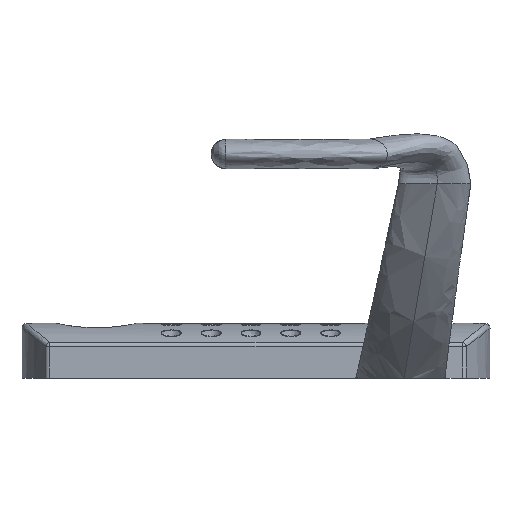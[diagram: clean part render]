
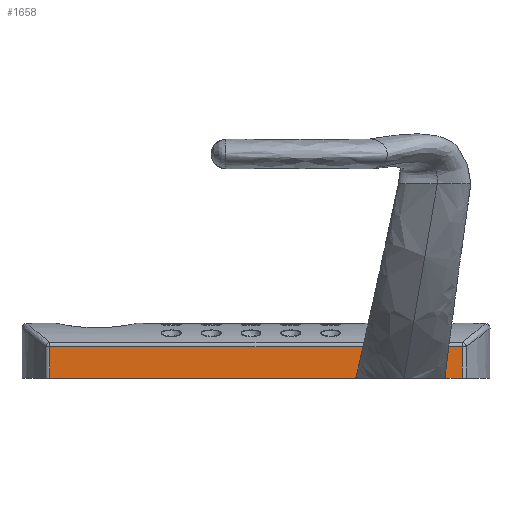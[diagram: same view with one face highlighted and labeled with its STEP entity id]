
A CAD part, left-side view. The second image highlights one B-rep face of the part: STEP entity #1658.
In plain terms, the highlighted planar face has unit normal (-1, 0, 0).
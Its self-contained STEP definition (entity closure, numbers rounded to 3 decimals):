
#64=PLANE('',#1772);
#152=LINE('',#8373,#194);
#153=LINE('',#8422,#195);
#155=LINE('',#10421,#197);
#156=LINE('',#10423,#198);
#157=LINE('',#10424,#199);
#194=VECTOR('',#1959,10.);
#195=VECTOR('',#1960,10.);
#197=VECTOR('',#1986,10.);
#198=VECTOR('',#1987,10.);
#199=VECTOR('',#1988,10.);
#296=FACE_OUTER_BOUND('',#404,.T.);
#404=EDGE_LOOP('',(#1389,#1390,#1391,#1392,#1393,#1394,#1395,#1396));
#574=B_SPLINE_CURVE_WITH_KNOTS('',3,(#10260,#10261,#10262,#10263,#10264,
#10265,#10266,#10267,#10268,#10269,#10270,#10271,#10272,#10273),
 .UNSPECIFIED.,.F.,.F.,(4,2,2,2,2,2,4),(0.,0.201,0.39,
0.486,0.511,0.516,0.517),
 .UNSPECIFIED.);
#577=B_SPLINE_CURVE_WITH_KNOTS('',3,(#10315,#10316,#10317,#10318,#10319,
#10320,#10321,#10322,#10323,#10324,#10325,#10326,#10327,#10328,#10329,#10330,
#10331,#10332,#10333,#10334,#10335,#10336,#10337,#10338,#10339,#10340,#10341,
#10342,#10343,#10344,#10345),.UNSPECIFIED.,.F.,.F.,(4,3,3,3,3,3,3,3,3,3,
4),(0.129,0.148,0.16,0.178,
0.194,0.196,0.196,0.202,
0.205,0.282,0.323),.UNSPECIFIED.);
#578=B_SPLINE_CURVE_WITH_KNOTS('',3,(#10411,#10412,#10413,#10414,#10415,
#10416,#10417,#10418),.UNSPECIFIED.,.F.,.F.,(4,2,2,4),(0.,0.124,
0.246,0.42),.UNSPECIFIED.);
#752=VERTEX_POINT('',#8370);
#753=VERTEX_POINT('',#8372);
#756=VERTEX_POINT('',#8398);
#757=VERTEX_POINT('',#8421);
#777=VERTEX_POINT('',#10259);
#778=VERTEX_POINT('',#10305);
#779=VERTEX_POINT('',#10420);
#780=VERTEX_POINT('',#10422);
#964=EDGE_CURVE('',#753,#752,#152,.T.);
#968=EDGE_CURVE('',#757,#756,#153,.T.);
#996=EDGE_CURVE('',#777,#753,#574,.T.);
#999=EDGE_CURVE('',#756,#778,#577,.T.);
#1000=EDGE_CURVE('',#778,#777,#578,.T.);
#1001=EDGE_CURVE('',#779,#752,#155,.T.);
#1002=EDGE_CURVE('',#780,#779,#156,.T.);
#1003=EDGE_CURVE('',#757,#780,#157,.T.);
#1389=ORIENTED_EDGE('',*,*,#999,.T.);
#1390=ORIENTED_EDGE('',*,*,#1000,.T.);
#1391=ORIENTED_EDGE('',*,*,#996,.T.);
#1392=ORIENTED_EDGE('',*,*,#964,.T.);
#1393=ORIENTED_EDGE('',*,*,#1001,.F.);
#1394=ORIENTED_EDGE('',*,*,#1002,.F.);
#1395=ORIENTED_EDGE('',*,*,#1003,.F.);
#1396=ORIENTED_EDGE('',*,*,#968,.T.);
#1658=ADVANCED_FACE('',(#296),#64,.T.);
#1772=AXIS2_PLACEMENT_3D('',#10419,#1984,#1985);
#1959=DIRECTION('',(0.,-1.,0.));
#1960=DIRECTION('',(0.,-1.,0.));
#1984=DIRECTION('center_axis',(-1.,0.,0.));
#1985=DIRECTION('ref_axis',(0.,-1.,0.));
#1986=DIRECTION('',(0.,0.,-1.));
#1987=DIRECTION('',(0.,-1.,0.));
#1988=DIRECTION('',(0.,0.,1.));
#8370=CARTESIAN_POINT('',(-8.5,-20.689,0.));
#8372=CARTESIAN_POINT('',(-8.5,-18.96,0.));
#8373=CARTESIAN_POINT('',(-8.5,20.961,0.));
#8398=CARTESIAN_POINT('',(-8.5,-10.026,0.));
#8421=CARTESIAN_POINT('',(-8.5,20.689,0.));
#8422=CARTESIAN_POINT('',(-8.5,20.961,0.));
#10259=CARTESIAN_POINT('',(-8.5,-14.503,2.095));
#10260=CARTESIAN_POINT('Ctrl Pts',(-8.5,-14.503,2.095));
#10261=CARTESIAN_POINT('Ctrl Pts',(-8.5,-15.171,2.14));
#10262=CARTESIAN_POINT('Ctrl Pts',(-8.5,-15.84,
2.054));
#10263=CARTESIAN_POINT('Ctrl Pts',(-8.5,-17.071,
1.637));
#10264=CARTESIAN_POINT('Ctrl Pts',(-8.5,-17.617,
1.327));
#10265=CARTESIAN_POINT('Ctrl Pts',(-8.5,-18.354,
0.721));
#10266=CARTESIAN_POINT('Ctrl Pts',(-8.5,-18.584,
0.495));
#10267=CARTESIAN_POINT('Ctrl Pts',(-8.5,-18.85,
0.189));
#10268=CARTESIAN_POINT('Ctrl Pts',(-8.5,-18.92,
0.135));
#10269=CARTESIAN_POINT('Ctrl Pts',(-8.5,-18.957,
0.044));
#10270=CARTESIAN_POINT('Ctrl Pts',(-8.5,-18.96,
0.027));
#10271=CARTESIAN_POINT('Ctrl Pts',(-8.5,-18.96,
0.007));
#10272=CARTESIAN_POINT('Ctrl Pts',(-8.5,-18.96,0.003));
#10273=CARTESIAN_POINT('Ctrl Pts',(-8.5,-18.96,0.));
#10305=CARTESIAN_POINT('',(-8.5,-10.668,0.676));
#10315=CARTESIAN_POINT('Ctrl Pts',(-8.5,-10.028,
0.));
#10316=CARTESIAN_POINT('Ctrl Pts',(-8.5,-10.028,
0.01));
#10317=CARTESIAN_POINT('Ctrl Pts',(-8.5,-10.029,
0.019));
#10318=CARTESIAN_POINT('Ctrl Pts',(-8.5,-10.031,
0.029));
#10319=CARTESIAN_POINT('Ctrl Pts',(-8.5,-10.032,0.035));
#10320=CARTESIAN_POINT('Ctrl Pts',(-8.5,-10.034,
0.04));
#10321=CARTESIAN_POINT('Ctrl Pts',(-8.5,-10.036,
0.046));
#10322=CARTESIAN_POINT('Ctrl Pts',(-8.5,-10.038,
0.054));
#10323=CARTESIAN_POINT('Ctrl Pts',(-8.5,-10.042,
0.062));
#10324=CARTESIAN_POINT('Ctrl Pts',(-8.5,-10.046,
0.07));
#10325=CARTESIAN_POINT('Ctrl Pts',(-8.5,-10.05,
0.077));
#10326=CARTESIAN_POINT('Ctrl Pts',(-8.5,-10.054,
0.083));
#10327=CARTESIAN_POINT('Ctrl Pts',(-8.5,-10.059,
0.089));
#10328=CARTESIAN_POINT('Ctrl Pts',(-8.5,-10.06,
0.09));
#10329=CARTESIAN_POINT('Ctrl Pts',(-8.5,-10.06,
0.091));
#10330=CARTESIAN_POINT('Ctrl Pts',(-8.5,-10.061,
0.091));
#10331=CARTESIAN_POINT('Ctrl Pts',(-8.5,-10.061,
0.092));
#10332=CARTESIAN_POINT('Ctrl Pts',(-8.5,-10.062,
0.092));
#10333=CARTESIAN_POINT('Ctrl Pts',(-8.5,-10.062,
0.092));
#10334=CARTESIAN_POINT('Ctrl Pts',(-8.5,-10.065,
0.095));
#10335=CARTESIAN_POINT('Ctrl Pts',(-8.5,-10.072,
0.103));
#10336=CARTESIAN_POINT('Ctrl Pts',(-8.5,-10.08,
0.112));
#10337=CARTESIAN_POINT('Ctrl Pts',(-8.5,-10.085,0.117));
#10338=CARTESIAN_POINT('Ctrl Pts',(-8.5,-10.089,
0.121));
#10339=CARTESIAN_POINT('Ctrl Pts',(-8.5,-10.093,0.126));
#10340=CARTESIAN_POINT('Ctrl Pts',(-8.5,-10.211,0.252));
#10341=CARTESIAN_POINT('Ctrl Pts',(-8.5,-10.333,
0.373));
#10342=CARTESIAN_POINT('Ctrl Pts',(-8.5,-10.459,0.49));
#10343=CARTESIAN_POINT('Ctrl Pts',(-8.5,-10.527,0.553));
#10344=CARTESIAN_POINT('Ctrl Pts',(-8.5,-10.597,
0.615));
#10345=CARTESIAN_POINT('Ctrl Pts',(-8.5,-10.668,0.676));
#10411=CARTESIAN_POINT('Ctrl Pts',(-8.5,-10.668,0.676));
#10412=CARTESIAN_POINT('Ctrl Pts',(-8.5,-10.985,0.943));
#10413=CARTESIAN_POINT('Ctrl Pts',(-8.5,-11.324,
1.182));
#10414=CARTESIAN_POINT('Ctrl Pts',(-8.5,-12.037,
1.582));
#10415=CARTESIAN_POINT('Ctrl Pts',(-8.5,-12.407,
1.743));
#10416=CARTESIAN_POINT('Ctrl Pts',(-8.5,-13.347,
2.033));
#10417=CARTESIAN_POINT('Ctrl Pts',(-8.5,-13.923,2.113));
#10418=CARTESIAN_POINT('Ctrl Pts',(-8.5,-14.503,2.095));
#10419=CARTESIAN_POINT('Origin',(-8.5,20.961,0.));
#10420=CARTESIAN_POINT('',(-8.5,-20.689,3.181));
#10421=CARTESIAN_POINT('',(-8.5,-20.689,0.));
#10422=CARTESIAN_POINT('',(-8.5,20.689,3.181));
#10423=CARTESIAN_POINT('',(-8.5,0.,3.181));
#10424=CARTESIAN_POINT('',(-8.5,20.689,0.));
